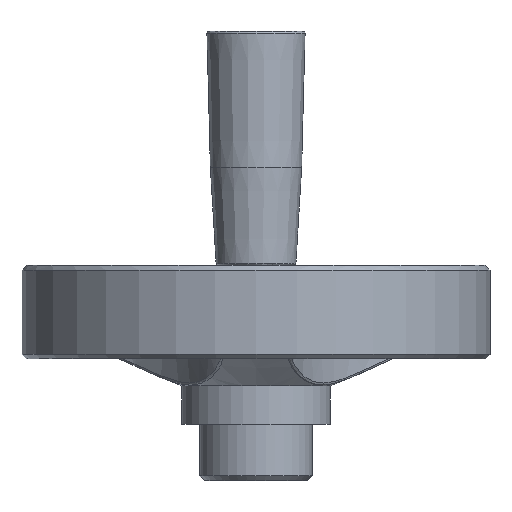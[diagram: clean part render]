
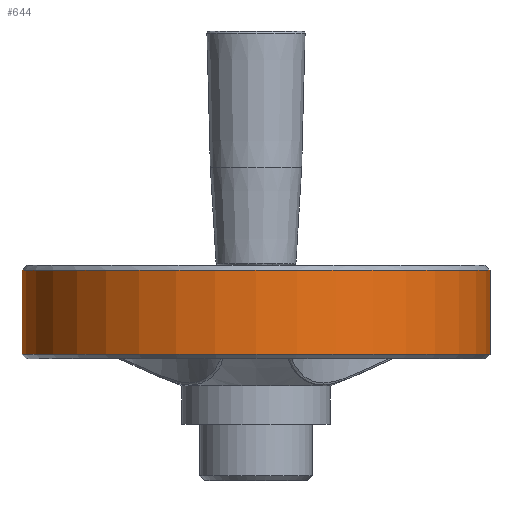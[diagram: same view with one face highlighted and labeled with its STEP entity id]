
A CAD part, left-side view. The second image highlights one B-rep face of the part: STEP entity #644.
In plain terms, the highlighted cylindrical face has radius 50 mm (diameter 100 mm), a full revolution.
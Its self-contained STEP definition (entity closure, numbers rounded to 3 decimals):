
#644 = ADVANCED_FACE( '', ( #1397, #1398 ), #1399, .T. );
#1397 = FACE_OUTER_BOUND( '', #6371, .T. );
#1398 = FACE_OUTER_BOUND( '', #6372, .T. );
#1399 = CYLINDRICAL_SURFACE( '', #6373, 50. );
#6371 = EDGE_LOOP( '', ( #8926 ) );
#6372 = EDGE_LOOP( '', ( #8927 ) );
#6373 = AXIS2_PLACEMENT_3D( '', #8928, #8929, #8930 );
#8926 = ORIENTED_EDGE( '', *, *, #10287, .T. );
#8927 = ORIENTED_EDGE( '', *, *, #10075, .T. );
#8928 = CARTESIAN_POINT( '', ( 0., 0., 34. ) );
#8929 = DIRECTION( '', ( 0., 0., -1. ) );
#8930 = DIRECTION( '', ( 1., 0., 0. ) );
#10075 = EDGE_CURVE( '', #11257, #11257, #11258, .T. );
#10287 = EDGE_CURVE( '', #11534, #11534, #11535, .T. );
#11257 = VERTEX_POINT( '', #14725 );
#11258 = CIRCLE( '', #14726, 50. );
#11534 = VERTEX_POINT( '', #16048 );
#11535 = CIRCLE( '', #16049, 50. );
#14725 = CARTESIAN_POINT( '', ( -50., 0., 33. ) );
#14726 = AXIS2_PLACEMENT_3D( '', #16922, #16923, #16924 );
#16048 = CARTESIAN_POINT( '', ( 50., 0., 15. ) );
#16049 = AXIS2_PLACEMENT_3D( '', #17125, #17126, #17127 );
#16922 = CARTESIAN_POINT( '', ( 0., 0., 33. ) );
#16923 = DIRECTION( '', ( 0., 0., -1. ) );
#16924 = DIRECTION( '', ( -1., 0., 0. ) );
#17125 = CARTESIAN_POINT( '', ( 0., 0., 15. ) );
#17126 = DIRECTION( '', ( 0., 0., 1. ) );
#17127 = DIRECTION( '', ( 1., 0., 0. ) );
